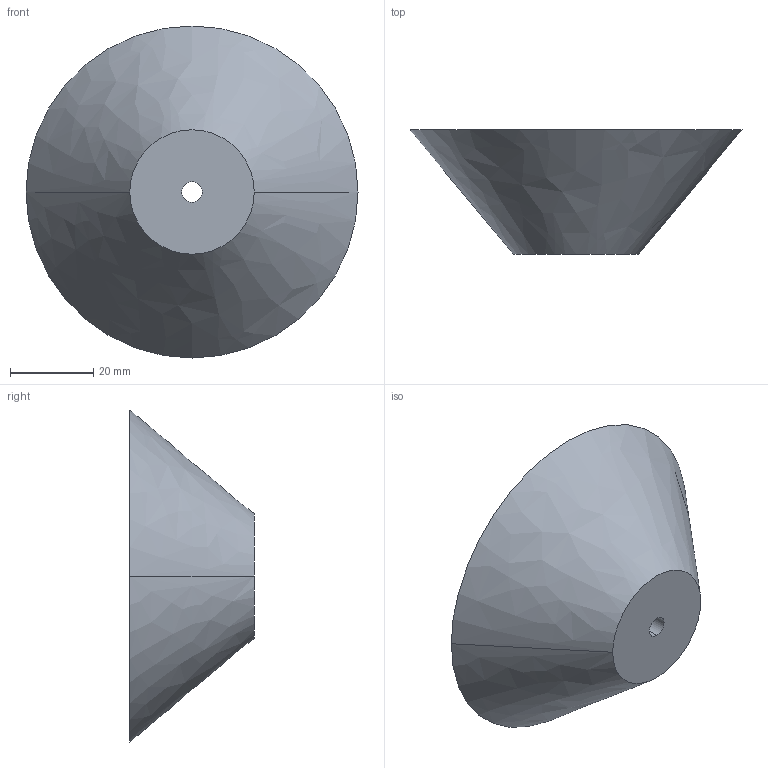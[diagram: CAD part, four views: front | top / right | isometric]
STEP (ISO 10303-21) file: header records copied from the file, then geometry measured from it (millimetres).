
FILE_DESCRIPTION (( 'STEP AP203' ), '1' );
FILE_NAME ('cup_Default_sldprt.STEP', '2021-06-21T20:53:45', ( '' ), ( '' ), 'SwSTEP 2.0', 'SolidWorks 2020', '' );
FILE_SCHEMA (( 'CONFIG_CONTROL_DESIGN' ));
Length unit declared in the file: millimetre
Products named in the file (1): cup_Default_sldprt
Bounding box: 80 x 30 x 80 mm (x, y, z)
Volume: 52609.2 mm3; surface area: 13697.2 mm2
Topology: 1 solids, 1 shells, 9 faces, 18 edges, 12 vertices
Faces by surface type: bspline 4, plane 3, cylinder 2
Entity records: 948 total; most frequent: CARTESIAN_POINT 695, ORIENTED_EDGE 36, DIRECTION 30, EDGE_CURVE 18, AXIS2_PLACEMENT_3D 14, EDGE_LOOP 12, VERTEX_POINT 12, ADVANCED_FACE 9
